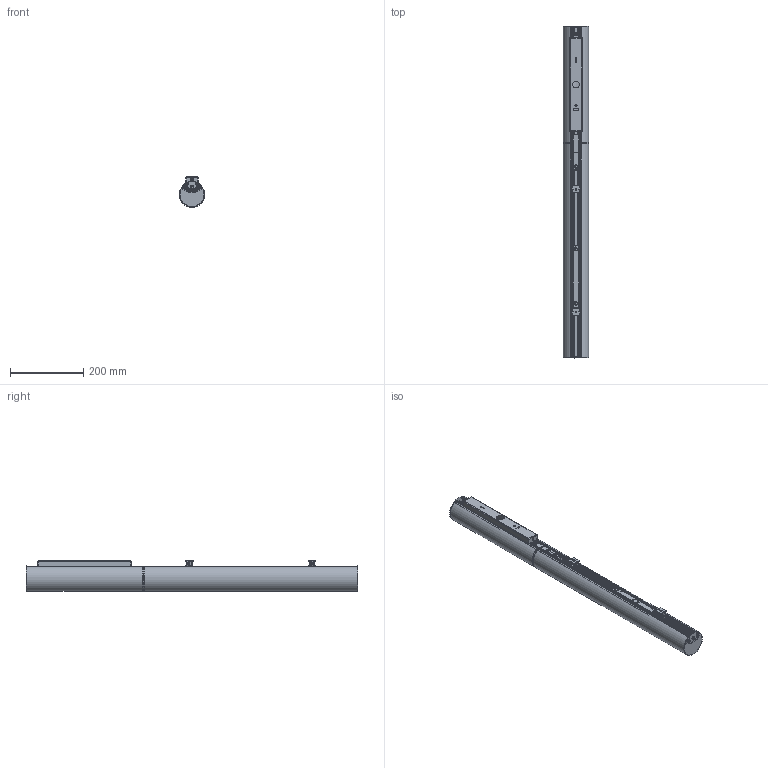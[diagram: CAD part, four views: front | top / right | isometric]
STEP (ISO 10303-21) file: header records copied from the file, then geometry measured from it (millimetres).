
FILE_DESCRIPTION(/* description */ ('This is a sample STEP configuration'),/* implementation_level */ '2;1');
FILE_NAME(/* name */ '720-00331xxxxxxx SIMPLE.ipt_Rev_00.3.stp',/* time_stamp */ '2023-04-04T10:29:14+02:00',/* author */ ('powerJobs'),/* organization */ ('coolOrange'),/* preprocessor_version */ 'ST-DEVELOPER v19.2',/* originating_system */ 'Autodesk Inventor 2023',/* authorisation */ '');
FILE_SCHEMA (('AUTOMOTIVE_DESIGN { 1 0 10303 214 3 1 1 }'));
Products named in the file (1): ENG000018238
Bounding box: 69.88 x 906 x 83.32 mm (x, y, z)
Volume: 568259 mm3; surface area: 690735.1 mm2
Topology: 19 solids, 35 shells, 6125 faces, 16439 edges, 10226 vertices
Faces by surface type: plane 2701, cylinder 1825, bspline 927, cone 245, sphere 228, torus 199
Full cylindrical faces by diameter (mm): 1.5 x4, 2.1 x8, 2.2 x1, 2.5 x14, 2.6 x11, 2.7 x4, 2.8 x2, 3 x7, 3.4 x4, 3.7 x1, 3.8 x1, 3.9 x2, 3.95 x1, 4.1 x1, 4.2 x1, 4.5 x1, 4.6 x2, 4.7 x2, 4.996 x5, 5 x15, 5.2 x8, 5.4 x3, 5.9 x1, 7.6 x1, 8.3 x3, 8.4 x3, 10 x1, 10.4 x3
Entity records: 226811 total; most frequent: CARTESIAN_POINT 76641, ORIENTED_EDGE 32658, DIRECTION 29995, EDGE_CURVE 16329, AXIS2_PLACEMENT_3D 10459, VERTEX_POINT 10226, LINE 9077, VECTOR 9077
